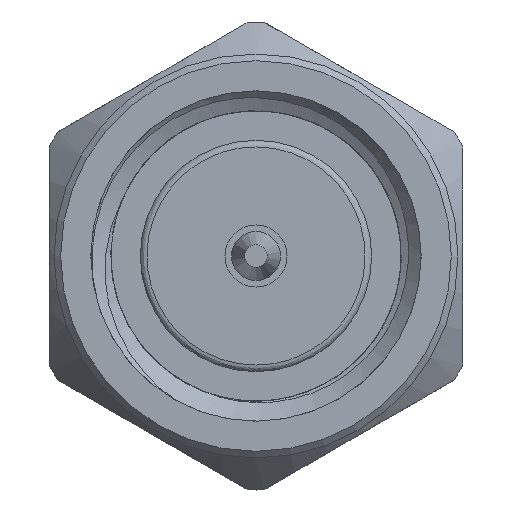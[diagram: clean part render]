
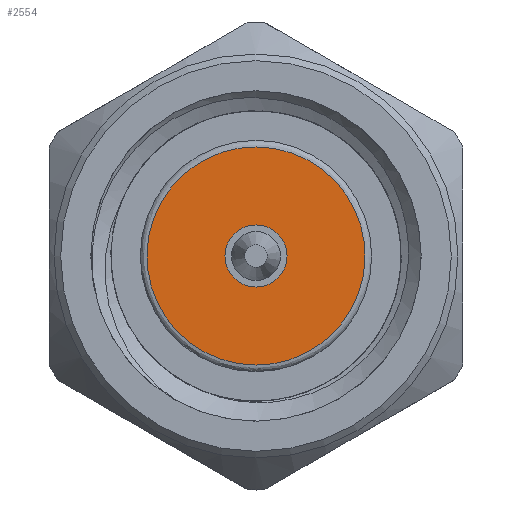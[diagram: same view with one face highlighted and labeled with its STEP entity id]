
A CAD part, left-side view. The second image highlights one B-rep face of the part: STEP entity #2554.
In plain terms, the highlighted planar face has unit normal (-1, 0, 0).
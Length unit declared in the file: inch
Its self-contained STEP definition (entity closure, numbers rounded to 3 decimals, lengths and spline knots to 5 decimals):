
#126 = FACE_OUTER_BOUND ( 'NONE', #218, .T. ) ;
#218 = EDGE_LOOP ( 'NONE', ( #1625, #381 ) ) ;
#248 = CARTESIAN_POINT ( 'NONE',  ( 0.1, -0.165, -0.0825 ) ) ;
#280 = DIRECTION ( 'NONE',  ( 0., 0., -1. ) ) ;
#381 = ORIENTED_EDGE ( 'NONE', *, *, #2564, .F. ) ;
#394 = CARTESIAN_POINT ( 'NONE',  ( 0.1, 0., 0.0825 ) ) ;
#433 = CARTESIAN_POINT ( 'NONE',  ( 0.1, 0., -0.0825 ) ) ;
#531 = CIRCLE ( 'NONE', #742, 0.0235 ) ;
#648 = VERTEX_POINT ( 'NONE', #1183 ) ;
#742 = AXIS2_PLACEMENT_3D ( 'NONE', #3512, #795, #2718 ) ;
#795 = DIRECTION ( 'NONE',  ( -1., 0., 0. ) ) ;
#1073 = CARTESIAN_POINT ( 'NONE',  ( 0.1, -0.165, 0.0825 ) ) ;
#1097 = CARTESIAN_POINT ( 'NONE',  ( 0.1, 0., 0. ) ) ;
#1143 = EDGE_CURVE ( 'NONE', #3426, #3426, #531, .T. ) ;
#1183 = CARTESIAN_POINT ( 'NONE',  ( 0.1, 0., 0.0825 ) ) ;
#1218 = CARTESIAN_POINT ( 'NONE',  ( 0.1, 0., -0.0235 ) ) ;
#1450 = VERTEX_POINT ( 'NONE', #2623 ) ;
#1595 = FACE_BOUND ( 'NONE', #2104, .T. ) ;
#1625 = ORIENTED_EDGE ( 'NONE', *, *, #1753, .F. ) ;
#1753 = EDGE_CURVE ( 'NONE', #1450, #648, #2142, .T. ) ;
#1915 = CARTESIAN_POINT ( 'NONE',  ( 0.1, 0., 0.0825 ) ) ;
#2067 = CARTESIAN_POINT ( 'NONE',  ( 0.1, 0.165, 0.0825 ) ) ;
#2104 = EDGE_LOOP ( 'NONE', ( #2927 ) ) ;
#2142 =( BOUNDED_CURVE ( )  B_SPLINE_CURVE ( 3, ( #433, #3139, #2067, #394 ),
 .UNSPECIFIED., .F., .T. ) 
 B_SPLINE_CURVE_WITH_KNOTS ( ( 4, 4 ),
 ( 0., 1. ),
 .UNSPECIFIED. ) 
 CURVE ( )  GEOMETRIC_REPRESENTATION_ITEM ( )  RATIONAL_B_SPLINE_CURVE ( ( 1., 0.333, 0.333, 1. ) ) 
 REPRESENTATION_ITEM ( '' )  );
#2221 = PLANE ( 'NONE',  #2802 ) ;
#2554 = ADVANCED_FACE ( 'NONE', ( #1595, #126 ), #2221, .F. ) ;
#2564 = EDGE_CURVE ( 'NONE', #648, #1450, #2831, .T. ) ;
#2623 = CARTESIAN_POINT ( 'NONE',  ( 0.1, 0., -0.0825 ) ) ;
#2718 = DIRECTION ( 'NONE',  ( 0., 0., -1. ) ) ;
#2723 = CARTESIAN_POINT ( 'NONE',  ( 0.1, 0., -0.0825 ) ) ;
#2802 = AXIS2_PLACEMENT_3D ( 'NONE', #1097, #3248, #280 ) ;
#2831 =( BOUNDED_CURVE ( )  B_SPLINE_CURVE ( 3, ( #1915, #1073, #248, #2723 ),
 .UNSPECIFIED., .F., .F. ) 
 B_SPLINE_CURVE_WITH_KNOTS ( ( 4, 4 ),
 ( 0., 1. ),
 .UNSPECIFIED. ) 
 CURVE ( )  GEOMETRIC_REPRESENTATION_ITEM ( )  RATIONAL_B_SPLINE_CURVE ( ( 1., 0.333, 0.333, 1. ) ) 
 REPRESENTATION_ITEM ( '' )  );
#2927 = ORIENTED_EDGE ( 'NONE', *, *, #1143, .F. ) ;
#3139 = CARTESIAN_POINT ( 'NONE',  ( 0.1, 0.165, -0.0825 ) ) ;
#3248 = DIRECTION ( 'NONE',  ( 1., 0., 0. ) ) ;
#3426 = VERTEX_POINT ( 'NONE', #1218 ) ;
#3512 = CARTESIAN_POINT ( 'NONE',  ( 0.1, 0., 0. ) ) ;
